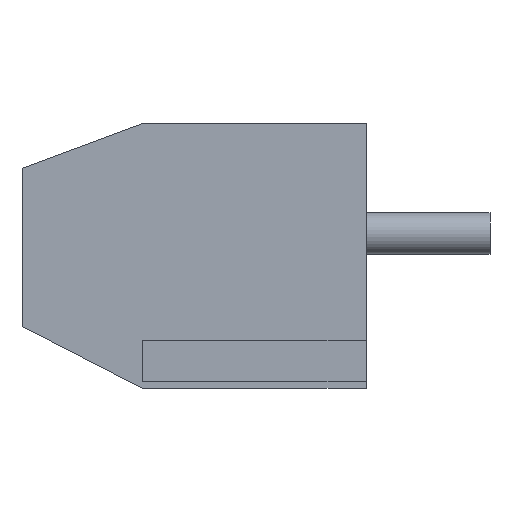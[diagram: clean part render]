
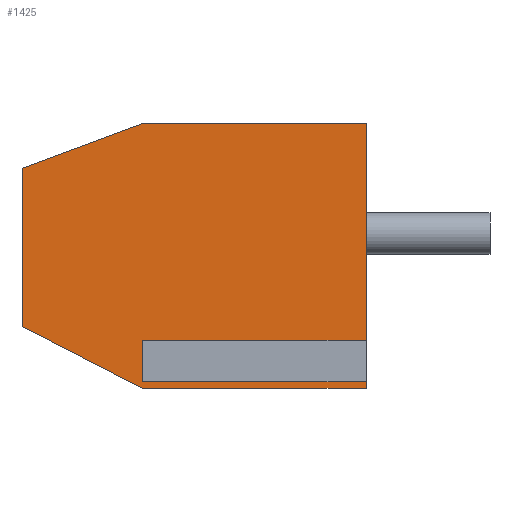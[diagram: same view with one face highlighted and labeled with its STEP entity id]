
A CAD part, left-side view. The second image highlights one B-rep face of the part: STEP entity #1425.
In plain terms, the highlighted planar face has unit normal (-1, 0, 0).
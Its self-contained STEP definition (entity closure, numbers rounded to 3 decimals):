
#320 = EDGE_LOOP ( 'NONE', ( #971, #973, #972, #974, #975, #976, #977, #978, #979, #980 ) ) ;
#599 = VERTEX_POINT ( 'NONE', #1900 ) ;
#600 = VERTEX_POINT ( 'NONE', #1901 ) ;
#602 = VERTEX_POINT ( 'NONE', #1903 ) ;
#605 = VERTEX_POINT ( 'NONE', #1906 ) ;
#608 = VERTEX_POINT ( 'NONE', #1909 ) ;
#609 = VERTEX_POINT ( 'NONE', #1910 ) ;
#610 = VERTEX_POINT ( 'NONE', #1911 ) ;
#611 = VERTEX_POINT ( 'NONE', #1912 ) ;
#612 = VERTEX_POINT ( 'NONE', #1913 ) ;
#613 = VERTEX_POINT ( 'NONE', #1914 ) ;
#971 = ORIENTED_EDGE ( 'NONE', *, *, #1467, .T. ) ;
#972 = ORIENTED_EDGE ( 'NONE', *, *, #1468, .F. ) ;
#973 = ORIENTED_EDGE ( 'NONE', *, *, #1466, .F. ) ;
#974 = ORIENTED_EDGE ( 'NONE', *, *, #1469, .F. ) ;
#975 = ORIENTED_EDGE ( 'NONE', *, *, #1470, .F. ) ;
#976 = ORIENTED_EDGE ( 'NONE', *, *, #1452, .T. ) ;
#977 = ORIENTED_EDGE ( 'NONE', *, *, #1471, .T. ) ;
#978 = ORIENTED_EDGE ( 'NONE', *, *, #1459, .F. ) ;
#979 = ORIENTED_EDGE ( 'NONE', *, *, #1472, .F. ) ;
#980 = ORIENTED_EDGE ( 'NONE', *, *, #1463, .T. ) ;
#1425 = ADVANCED_FACE ( 'NONE', ( #2950 ), #5518, .F. ) ;
#1452 = EDGE_CURVE ( 'NONE', #600, #599, #5608, .T. ) ;
#1459 = EDGE_CURVE ( 'NONE', #605, #602, #5629, .T. ) ;
#1463 = EDGE_CURVE ( 'NONE', #609, #608, #5641, .T. ) ;
#1466 = EDGE_CURVE ( 'NONE', #611, #610, #5650, .T. ) ;
#1467 = EDGE_CURVE ( 'NONE', #608, #610, #5653, .T. ) ;
#1468 = EDGE_CURVE ( 'NONE', #612, #611, #5656, .T. ) ;
#1469 = EDGE_CURVE ( 'NONE', #613, #612, #5659, .T. ) ;
#1470 = EDGE_CURVE ( 'NONE', #600, #613, #5662, .T. ) ;
#1471 = EDGE_CURVE ( 'NONE', #599, #602, #5665, .T. ) ;
#1472 = EDGE_CURVE ( 'NONE', #609, #605, #5668, .T. ) ;
#1900 = CARTESIAN_POINT ( 'NONE',  ( -5., 0., -4.5 ) ) ;
#1901 = CARTESIAN_POINT ( 'NONE',  ( -5., 6.5, -4.5 ) ) ;
#1903 = CARTESIAN_POINT ( 'NONE',  ( -5., 0., -4. ) ) ;
#1906 = CARTESIAN_POINT ( 'NONE',  ( -5., 6.5, -4. ) ) ;
#1909 = CARTESIAN_POINT ( 'NONE',  ( -5., 0., -3.4 ) ) ;
#1910 = CARTESIAN_POINT ( 'NONE',  ( -5., 6.5, -3.4 ) ) ;
#1911 = CARTESIAN_POINT ( 'NONE',  ( -5., 0., 3.2 ) ) ;
#1912 = CARTESIAN_POINT ( 'NONE',  ( -5., 6.5, 3.2 ) ) ;
#1913 = CARTESIAN_POINT ( 'NONE',  ( -5., 10., 1.9 ) ) ;
#1914 = CARTESIAN_POINT ( 'NONE',  ( -5., 10., -2.7 ) ) ;
#2950 = FACE_OUTER_BOUND ( 'NONE', #320, .T. ) ;
#2953 = AXIS2_PLACEMENT_3D ( 'NONE', #5519, #5520, #5521 ) ;
#2986 = VECTOR ( 'NONE', #5610, 1000. ) ;
#2993 = VECTOR ( 'NONE', #5631, 1000. ) ;
#2997 = VECTOR ( 'NONE', #5643, 1000. ) ;
#3000 = VECTOR ( 'NONE', #5652, 1000. ) ;
#3001 = VECTOR ( 'NONE', #5655, 1000. ) ;
#3002 = VECTOR ( 'NONE', #5658, 1000. ) ;
#3003 = VECTOR ( 'NONE', #5661, 1000. ) ;
#3004 = VECTOR ( 'NONE', #5664, 1000. ) ;
#3005 = VECTOR ( 'NONE', #5667, 1000. ) ;
#3006 = VECTOR ( 'NONE', #5670, 1000. ) ;
#5518 = PLANE ( 'NONE',  #2953 ) ;
#5519 = CARTESIAN_POINT ( 'NONE',  ( -5., 6.5, -3.4 ) ) ;
#5520 = DIRECTION ( 'NONE',  ( 1., 0., 0. ) ) ;
#5521 = DIRECTION ( 'NONE',  ( 0., 0., -1. ) ) ;
#5608 = LINE ( 'NONE', #5609, #2986 ) ;
#5609 = CARTESIAN_POINT ( 'NONE',  ( -5., 6.5, -4.5 ) ) ;
#5610 = DIRECTION ( 'NONE',  ( 0., -1., 0. ) ) ;
#5629 = LINE ( 'NONE', #5630, #2993 ) ;
#5630 = CARTESIAN_POINT ( 'NONE',  ( -5., 6.5, -4. ) ) ;
#5631 = DIRECTION ( 'NONE',  ( 0., -1., 0. ) ) ;
#5641 = LINE ( 'NONE', #5642, #2997 ) ;
#5642 = CARTESIAN_POINT ( 'NONE',  ( -5., 6.5, -3.4 ) ) ;
#5643 = DIRECTION ( 'NONE',  ( 0., -1., 0. ) ) ;
#5650 = LINE ( 'NONE', #5651, #3000 ) ;
#5651 = CARTESIAN_POINT ( 'NONE',  ( -5., 6.5, 3.2 ) ) ;
#5652 = DIRECTION ( 'NONE',  ( 0., -1., 0. ) ) ;
#5653 = LINE ( 'NONE', #5654, #3001 ) ;
#5654 = CARTESIAN_POINT ( 'NONE',  ( -5., 0., -3.4 ) ) ;
#5655 = DIRECTION ( 'NONE',  ( 0., 0., 1. ) ) ;
#5656 = LINE ( 'NONE', #5657, #3002 ) ;
#5657 = CARTESIAN_POINT ( 'NONE',  ( -5., 10., 1.9 ) ) ;
#5658 = DIRECTION ( 'NONE',  ( 0., -0.937, 0.348 ) ) ;
#5659 = LINE ( 'NONE', #5660, #3003 ) ;
#5660 = CARTESIAN_POINT ( 'NONE',  ( -5., 10., 1.9 ) ) ;
#5661 = DIRECTION ( 'NONE',  ( 0., 0., 1. ) ) ;
#5662 = LINE ( 'NONE', #5663, #3004 ) ;
#5663 = CARTESIAN_POINT ( 'NONE',  ( -5., 10., -2.7 ) ) ;
#5664 = DIRECTION ( 'NONE',  ( 0., 0.889, 0.457 ) ) ;
#5665 = LINE ( 'NONE', #5666, #3005 ) ;
#5666 = CARTESIAN_POINT ( 'NONE',  ( -5., 0., -4.5 ) ) ;
#5667 = DIRECTION ( 'NONE',  ( 0., 0., 1. ) ) ;
#5668 = LINE ( 'NONE', #5669, #3006 ) ;
#5669 = CARTESIAN_POINT ( 'NONE',  ( -5., 6.5, 3.2 ) ) ;
#5670 = DIRECTION ( 'NONE',  ( 0., 0., -1. ) ) ;
